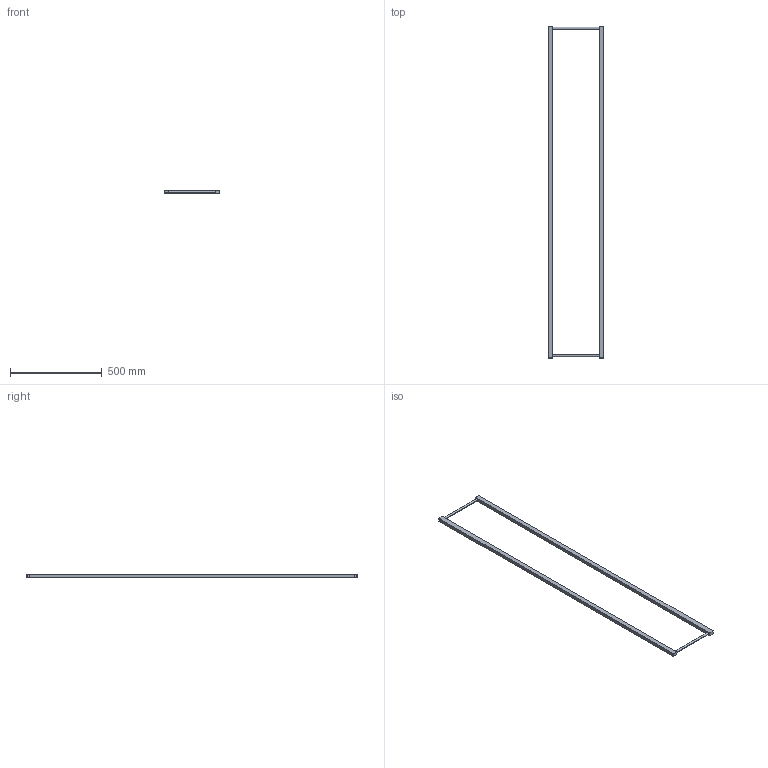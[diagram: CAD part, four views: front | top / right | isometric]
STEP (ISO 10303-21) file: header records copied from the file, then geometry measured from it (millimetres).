
FILE_DESCRIPTION (( 'STEP AP203' ), '1' );
FILE_NAME ('SpreaderSupport_ver2 - Copy_Default_sldprt.STEP', '2018-03-08T21:37:57', ( '' ), ( '' ), 'SwSTEP 2.0', 'SolidWorks 2017', '' );
FILE_SCHEMA (( 'CONFIG_CONTROL_DESIGN' ));
Length unit declared in the file: inch
Products named in the file (1): SpreaderSupport_ver2 - Copy_Default_sldprt
Bounding box: 304.8 x 1810 x 19.05 mm (x, y, z)
Volume: 1822400.3 mm3; surface area: 346556 mm2
Topology: 4 solids, 4 shells, 20 faces, 36 edges, 24 vertices
Faces by surface type: plane 16, cylinder 4
Entity records: 561 total; most frequent: DIRECTION 86, CARTESIAN_POINT 81, ORIENTED_EDGE 72, EDGE_CURVE 36, AXIS2_PLACEMENT_3D 29, LINE 28, VECTOR 28, VERTEX_POINT 24
